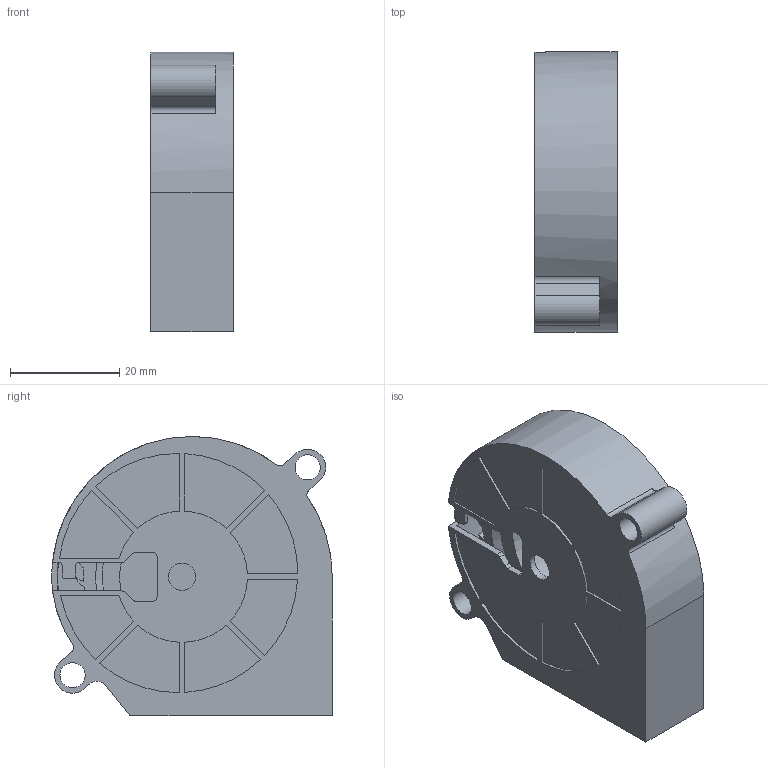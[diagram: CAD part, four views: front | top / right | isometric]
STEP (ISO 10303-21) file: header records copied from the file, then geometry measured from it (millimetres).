
FILE_DESCRIPTION(/* description */ (''),/* implementation_level */ '2;1');
FILE_NAME(/* name */ '4020 Blower Fan.step',/* time_stamp */ '2023-08-27T22:17:23-06:00',/* author */ (''),/* organization */ (''),/* preprocessor_version */ 'ST-DEVELOPER v20',/* originating_system */ 'Autodesk Translation Framework v12.9.0.99',/* authorisation */ '');
FILE_SCHEMA (('AUTOMOTIVE_DESIGN { 1 0 10303 214 3 1 1 }'));
Length unit declared in the file: millimetre
Products named in the file (1): 4020 Blower Fan
Bounding box: 15 x 51.3 x 51.07 mm (x, y, z)
Volume: 8595.4 mm3; surface area: 18184.1 mm2
Topology: 2 solids, 2 shells, 302 faces, 797 edges, 509 vertices
Faces by surface type: cylinder 142, plane 123, cone 34, torus 2, bspline 1
Full cylindrical faces by diameter (mm): 4.6 x2, 5 x1, 22.8 x1, 24.5 x1, 32 x1
Entity records: 9820 total; most frequent: CARTESIAN_POINT 2033, DIRECTION 1765, ORIENTED_EDGE 1594, EDGE_CURVE 797, AXIS2_PLACEMENT_3D 734, VERTEX_POINT 509, CIRCLE 432, EDGE_LOOP 322
